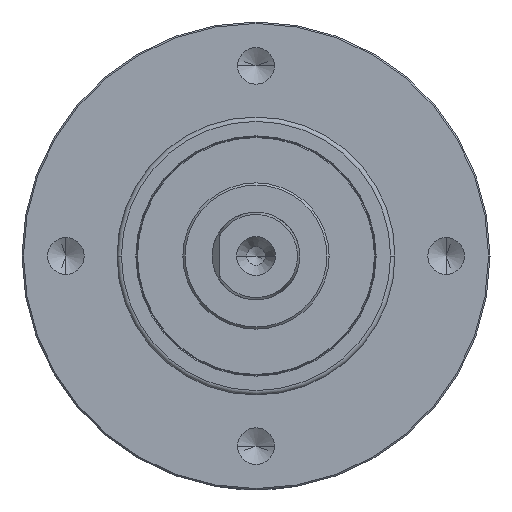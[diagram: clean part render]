
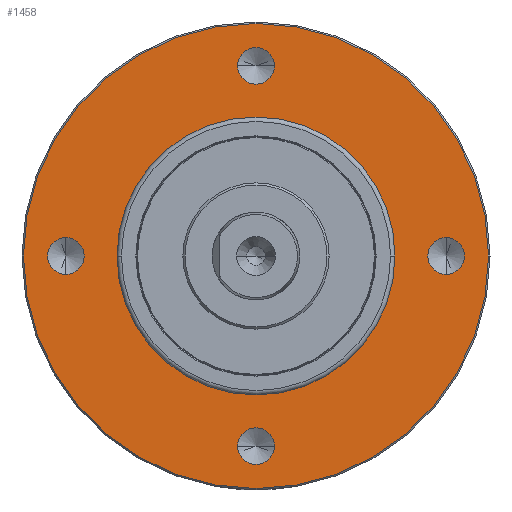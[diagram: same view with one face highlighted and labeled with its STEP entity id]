
A CAD part, left-side view. The second image highlights one B-rep face of the part: STEP entity #1458.
In plain terms, the highlighted planar face has unit normal (-1, 0, 0).
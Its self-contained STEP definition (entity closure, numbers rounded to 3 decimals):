
#327=CARTESIAN_POINT('',(0.,0.,0.));
#328=DIRECTION('',(-1.,0.,0.));
#329=DIRECTION('',(0.,1.,0.));
#330=AXIS2_PLACEMENT_3D('',#327,#328,#329);
#332=CARTESIAN_POINT('',(0.,0.,0.));
#333=DIRECTION('',(-1.,0.,0.));
#334=DIRECTION('',(0.,-1.,0.));
#335=AXIS2_PLACEMENT_3D('',#332,#333,#334);
#337=CARTESIAN_POINT('',(0.,-13.,0.));
#338=DIRECTION('',(-1.,0.,0.));
#339=DIRECTION('',(0.,0.,-1.));
#340=AXIS2_PLACEMENT_3D('',#337,#338,#339);
#342=CARTESIAN_POINT('',(0.,-13.,0.));
#343=DIRECTION('',(-1.,0.,0.));
#344=DIRECTION('',(0.,0.,1.));
#345=AXIS2_PLACEMENT_3D('',#342,#343,#344);
#347=CARTESIAN_POINT('',(0.,0.,13.));
#348=DIRECTION('',(-1.,0.,0.));
#349=DIRECTION('',(0.,-1.,0.));
#350=AXIS2_PLACEMENT_3D('',#347,#348,#349);
#352=CARTESIAN_POINT('',(0.,0.,13.));
#353=DIRECTION('',(-1.,0.,0.));
#354=DIRECTION('',(0.,1.,0.));
#355=AXIS2_PLACEMENT_3D('',#352,#353,#354);
#357=CARTESIAN_POINT('',(0.,13.,0.));
#358=DIRECTION('',(-1.,0.,0.));
#359=DIRECTION('',(0.,0.,1.));
#360=AXIS2_PLACEMENT_3D('',#357,#358,#359);
#362=CARTESIAN_POINT('',(0.,13.,0.));
#363=DIRECTION('',(-1.,0.,0.));
#364=DIRECTION('',(0.,0.,-1.));
#365=AXIS2_PLACEMENT_3D('',#362,#363,#364);
#367=CARTESIAN_POINT('',(0.,0.,-13.));
#368=DIRECTION('',(-1.,0.,0.));
#369=DIRECTION('',(0.,1.,0.));
#370=AXIS2_PLACEMENT_3D('',#367,#368,#369);
#372=CARTESIAN_POINT('',(0.,0.,-13.));
#373=DIRECTION('',(-1.,0.,0.));
#374=DIRECTION('',(0.,-1.,0.));
#375=AXIS2_PLACEMENT_3D('',#372,#373,#374);
#512=CARTESIAN_POINT('',(0.,0.,0.));
#513=DIRECTION('',(-1.,0.,0.));
#514=DIRECTION('',(0.,1.,0.));
#515=AXIS2_PLACEMENT_3D('',#512,#513,#514);
#576=CARTESIAN_POINT('',(0.,0.,0.));
#577=DIRECTION('',(1.,0.,0.));
#578=DIRECTION('',(0.,1.,0.));
#579=AXIS2_PLACEMENT_3D('',#576,#577,#578);
#928=CARTESIAN_POINT('',(0.,9.5,0.));
#929=CARTESIAN_POINT('',(0.,-9.5,0.));
#930=VERTEX_POINT('',#928);
#931=VERTEX_POINT('',#929);
#938=CARTESIAN_POINT('',(0.,1.25,-13.));
#939=CARTESIAN_POINT('',(0.,-1.25,-13.));
#940=VERTEX_POINT('',#938);
#941=VERTEX_POINT('',#939);
#948=CARTESIAN_POINT('',(0.,13.,1.25));
#949=CARTESIAN_POINT('',(0.,13.,-1.25));
#950=VERTEX_POINT('',#948);
#951=VERTEX_POINT('',#949);
#958=CARTESIAN_POINT('',(0.,-1.25,13.));
#959=CARTESIAN_POINT('',(0.,1.25,13.));
#960=VERTEX_POINT('',#958);
#961=VERTEX_POINT('',#959);
#968=CARTESIAN_POINT('',(0.,-13.,-1.25));
#969=CARTESIAN_POINT('',(0.,-13.,1.25));
#970=VERTEX_POINT('',#968);
#971=VERTEX_POINT('',#969);
#972=CARTESIAN_POINT('',(0.,15.9,0.));
#973=CARTESIAN_POINT('',(0.,-15.9,0.));
#974=VERTEX_POINT('',#972);
#975=VERTEX_POINT('',#973);
#1418=CARTESIAN_POINT('',(0.,0.,0.));
#1419=DIRECTION('',(1.,0.,0.));
#1420=DIRECTION('',(0.,-1.,0.));
#1421=AXIS2_PLACEMENT_3D('',#1418,#1419,#1420);
#1422=PLANE('',#1421);
#1424=ORIENTED_EDGE('',*,*,#1423,.F.);
#1425=ORIENTED_EDGE('',*,*,#1408,.F.);
#1426=EDGE_LOOP('',(#1424,#1425));
#1427=FACE_OUTER_BOUND('',#1426,.F.);
#1429=ORIENTED_EDGE('',*,*,#1428,.T.);
#1431=ORIENTED_EDGE('',*,*,#1430,.T.);
#1432=EDGE_LOOP('',(#1429,#1431));
#1433=FACE_BOUND('',#1432,.F.);
#1435=ORIENTED_EDGE('',*,*,#1434,.T.);
#1437=ORIENTED_EDGE('',*,*,#1436,.T.);
#1438=EDGE_LOOP('',(#1435,#1437));
#1439=FACE_BOUND('',#1438,.F.);
#1441=ORIENTED_EDGE('',*,*,#1440,.T.);
#1443=ORIENTED_EDGE('',*,*,#1442,.T.);
#1444=EDGE_LOOP('',(#1441,#1443));
#1445=FACE_BOUND('',#1444,.F.);
#1447=ORIENTED_EDGE('',*,*,#1446,.T.);
#1449=ORIENTED_EDGE('',*,*,#1448,.T.);
#1450=EDGE_LOOP('',(#1447,#1449));
#1451=FACE_BOUND('',#1450,.F.);
#1453=ORIENTED_EDGE('',*,*,#1452,.T.);
#1455=ORIENTED_EDGE('',*,*,#1454,.F.);
#1456=EDGE_LOOP('',(#1453,#1455));
#1457=FACE_BOUND('',#1456,.F.);
#1458=ADVANCED_FACE('',(#1427,#1433,#1439,#1445,#1451,#1457),#1422,.F.);
#331=CIRCLE('',#330,15.9);
#336=CIRCLE('',#335,15.9);
#341=CIRCLE('',#340,1.25);
#346=CIRCLE('',#345,1.25);
#351=CIRCLE('',#350,1.25);
#356=CIRCLE('',#355,1.25);
#361=CIRCLE('',#360,1.25);
#366=CIRCLE('',#365,1.25);
#371=CIRCLE('',#370,1.25);
#376=CIRCLE('',#375,1.25);
#516=CIRCLE('',#515,9.5);
#580=CIRCLE('',#579,9.5);
#1408=EDGE_CURVE('',#975,#974,#336,.T.);
#1423=EDGE_CURVE('',#974,#975,#331,.T.);
#1428=EDGE_CURVE('',#970,#971,#341,.T.);
#1430=EDGE_CURVE('',#971,#970,#346,.T.);
#1434=EDGE_CURVE('',#960,#961,#351,.T.);
#1436=EDGE_CURVE('',#961,#960,#356,.T.);
#1440=EDGE_CURVE('',#950,#951,#361,.T.);
#1442=EDGE_CURVE('',#951,#950,#366,.T.);
#1446=EDGE_CURVE('',#940,#941,#371,.T.);
#1448=EDGE_CURVE('',#941,#940,#376,.T.);
#1452=EDGE_CURVE('',#930,#931,#516,.T.);
#1454=EDGE_CURVE('',#930,#931,#580,.T.);
